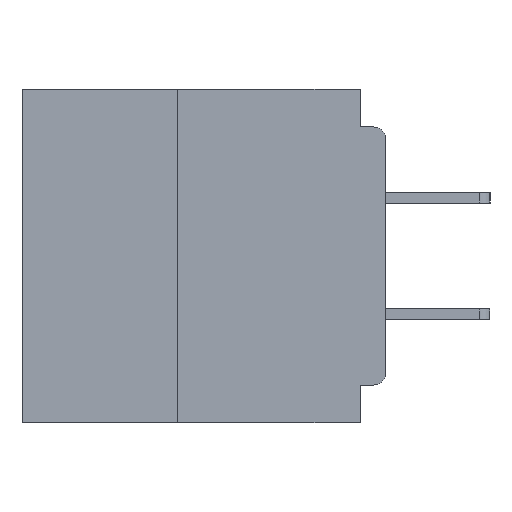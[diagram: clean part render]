
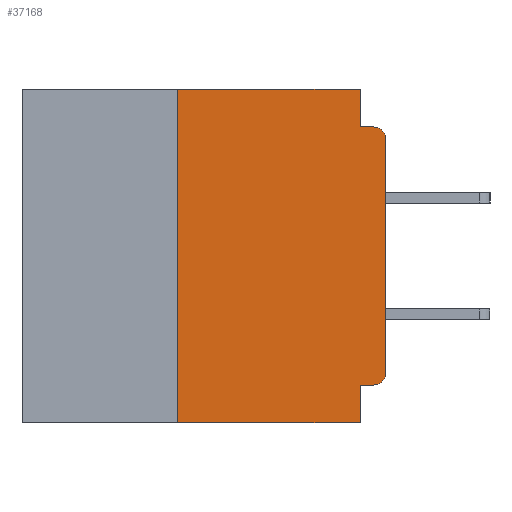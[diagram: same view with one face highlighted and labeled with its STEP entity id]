
A CAD part, left-side view. The second image highlights one B-rep face of the part: STEP entity #37168.
In plain terms, the highlighted planar face has unit normal (-1, 0, 0).
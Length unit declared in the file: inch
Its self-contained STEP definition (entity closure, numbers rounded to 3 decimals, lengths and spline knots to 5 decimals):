
#156 = CARTESIAN_POINT ( 'NONE',  ( 0., 0.015, -0.045 ) ) ;
#466 = LINE ( 'NONE', #24619, #15409 ) ;
#689 = EDGE_CURVE ( 'NONE', #28277, #12804, #24319, .T. ) ;
#1231 = LINE ( 'NONE', #20013, #23867 ) ;
#1791 = DIRECTION ( 'NONE',  ( 0., 0., -1. ) ) ;
#1959 = VERTEX_POINT ( 'NONE', #30722 ) ;
#2114 = VERTEX_POINT ( 'NONE', #34513 ) ;
#2308 = DIRECTION ( 'NONE',  ( 0., -1., 0. ) ) ;
#2505 = DIRECTION ( 'NONE',  ( 0., 0., -1. ) ) ;
#3120 = AXIS2_PLACEMENT_3D ( 'NONE', #37485, #20178, #2505 ) ;
#4959 = AXIS2_PLACEMENT_3D ( 'NONE', #21427, #12813, #33174 ) ;
#7334 = VERTEX_POINT ( 'NONE', #14687 ) ;
#8562 = AXIS2_PLACEMENT_3D ( 'NONE', #11936, #32318, #14842 ) ;
#9271 = ORIENTED_EDGE ( 'NONE', *, *, #19203, .T. ) ;
#9433 = CARTESIAN_POINT ( 'NONE',  ( 0., 0.25, 0. ) ) ;
#9733 = CARTESIAN_POINT ( 'NONE',  ( 0., 0.437, 0. ) ) ;
#9741 = VECTOR ( 'NONE', #28711, 39.37008 ) ;
#10267 = VECTOR ( 'NONE', #21922, 39.37008 ) ;
#10772 = CARTESIAN_POINT ( 'NONE',  ( 0., 0.031, -0.4 ) ) ;
#10875 = ORIENTED_EDGE ( 'NONE', *, *, #21537, .F. ) ;
#11174 = CIRCLE ( 'NONE', #3120, 0.015 ) ;
#11401 = DIRECTION ( 'NONE',  ( 0., 0., -1. ) ) ;
#11468 = EDGE_CURVE ( 'NONE', #1959, #16124, #35293, .T. ) ;
#11936 = CARTESIAN_POINT ( 'NONE',  ( 0., 0.015, -0.06 ) ) ;
#12657 = VERTEX_POINT ( 'NONE', #35550 ) ;
#12804 = VERTEX_POINT ( 'NONE', #30772 ) ;
#12813 = DIRECTION ( 'NONE',  ( 1., 0., 0. ) ) ;
#14059 = EDGE_CURVE ( 'NONE', #14552, #12657, #19602, .T. ) ;
#14552 = VERTEX_POINT ( 'NONE', #36192 ) ;
#14687 = CARTESIAN_POINT ( 'NONE',  ( 0., 0., -0.34 ) ) ;
#14842 = DIRECTION ( 'NONE',  ( 0., 0., -1. ) ) ;
#15217 = VERTEX_POINT ( 'NONE', #36029 ) ;
#15409 = VECTOR ( 'NONE', #27569, 39.37008 ) ;
#15772 = EDGE_CURVE ( 'NONE', #1959, #28277, #466, .T. ) ;
#16124 = VERTEX_POINT ( 'NONE', #23310 ) ;
#16594 = DIRECTION ( 'NONE',  ( 0., 1., 0. ) ) ;
#17396 = EDGE_CURVE ( 'NONE', #14552, #7334, #11174, .T. ) ;
#19150 = CARTESIAN_POINT ( 'NONE',  ( 0., 0., 0. ) ) ;
#19203 = EDGE_CURVE ( 'NONE', #15217, #26055, #30593, .T. ) ;
#19602 = LINE ( 'NONE', #36837, #27401 ) ;
#19648 = ORIENTED_EDGE ( 'NONE', *, *, #14059, .F. ) ;
#20013 = CARTESIAN_POINT ( 'NONE',  ( 0., 0.031, 0. ) ) ;
#20178 = DIRECTION ( 'NONE',  ( -1., 0., 0. ) ) ;
#21427 = CARTESIAN_POINT ( 'NONE',  ( 0., 0.437, 0. ) ) ;
#21537 = EDGE_CURVE ( 'NONE', #12804, #2114, #1231, .T. ) ;
#21791 = CARTESIAN_POINT ( 'NONE',  ( 0., 0.437, -0.4 ) ) ;
#21922 = DIRECTION ( 'NONE',  ( 0., -1., 0. ) ) ;
#23310 = CARTESIAN_POINT ( 'NONE',  ( 0., 0.031, -0.4 ) ) ;
#23867 = VECTOR ( 'NONE', #11401, 39.37008 ) ;
#24079 = EDGE_CURVE ( 'NONE', #2114, #26055, #31924, .T. ) ;
#24319 = LINE ( 'NONE', #9733, #9741 ) ;
#24377 = PLANE ( 'NONE',  #4959 ) ;
#24619 = CARTESIAN_POINT ( 'NONE',  ( 0., 0.25, -0.4 ) ) ;
#25094 = EDGE_CURVE ( 'NONE', #7334, #15217, #32795, .T. ) ;
#26055 = VERTEX_POINT ( 'NONE', #156 ) ;
#27116 = EDGE_CURVE ( 'NONE', #12657, #16124, #27175, .T. ) ;
#27175 = LINE ( 'NONE', #10772, #33979 ) ;
#27401 = VECTOR ( 'NONE', #16594, 39.37008 ) ;
#27477 = ORIENTED_EDGE ( 'NONE', *, *, #689, .F. ) ;
#27569 = DIRECTION ( 'NONE',  ( 0., 0., 1. ) ) ;
#28277 = VERTEX_POINT ( 'NONE', #9433 ) ;
#28470 = ORIENTED_EDGE ( 'NONE', *, *, #24079, .F. ) ;
#28711 = DIRECTION ( 'NONE',  ( 0., -1., 0. ) ) ;
#29754 = ORIENTED_EDGE ( 'NONE', *, *, #25094, .T. ) ;
#30593 = CIRCLE ( 'NONE', #8562, 0.015 ) ;
#30722 = CARTESIAN_POINT ( 'NONE',  ( 0., 0.25, -0.4 ) ) ;
#30767 = DIRECTION ( 'NONE',  ( 0., 0., 1. ) ) ;
#30772 = CARTESIAN_POINT ( 'NONE',  ( 0., 0.031, 0. ) ) ;
#31270 = ORIENTED_EDGE ( 'NONE', *, *, #11468, .T. ) ;
#31334 = ORIENTED_EDGE ( 'NONE', *, *, #15772, .F. ) ;
#31366 = EDGE_LOOP ( 'NONE', ( #29754, #9271, #28470, #10875, #27477, #31334, #31270, #37051, #19648, #33186 ) ) ;
#31895 = VECTOR ( 'NONE', #30767, 39.37008 ) ;
#31924 = LINE ( 'NONE', #37314, #37643 ) ;
#32318 = DIRECTION ( 'NONE',  ( -1., 0., 0. ) ) ;
#32795 = LINE ( 'NONE', #19150, #31895 ) ;
#33174 = DIRECTION ( 'NONE',  ( 0., 0., -1. ) ) ;
#33186 = ORIENTED_EDGE ( 'NONE', *, *, #17396, .T. ) ;
#33979 = VECTOR ( 'NONE', #1791, 39.37008 ) ;
#34513 = CARTESIAN_POINT ( 'NONE',  ( 0., 0.031, -0.045 ) ) ;
#35293 = LINE ( 'NONE', #21791, #10267 ) ;
#35550 = CARTESIAN_POINT ( 'NONE',  ( 0., 0.031, -0.355 ) ) ;
#35656 = FACE_OUTER_BOUND ( 'NONE', #31366, .T. ) ;
#36029 = CARTESIAN_POINT ( 'NONE',  ( 0., 0., -0.06 ) ) ;
#36192 = CARTESIAN_POINT ( 'NONE',  ( 0., 0.015, -0.355 ) ) ;
#36837 = CARTESIAN_POINT ( 'NONE',  ( 0., 0., -0.355 ) ) ;
#37051 = ORIENTED_EDGE ( 'NONE', *, *, #27116, .F. ) ;
#37168 = ADVANCED_FACE ( 'NONE', ( #35656 ), #24377, .F. ) ;
#37314 = CARTESIAN_POINT ( 'NONE',  ( 0., 0., -0.045 ) ) ;
#37485 = CARTESIAN_POINT ( 'NONE',  ( 0., 0.015, -0.34 ) ) ;
#37643 = VECTOR ( 'NONE', #2308, 39.37008 ) ;
